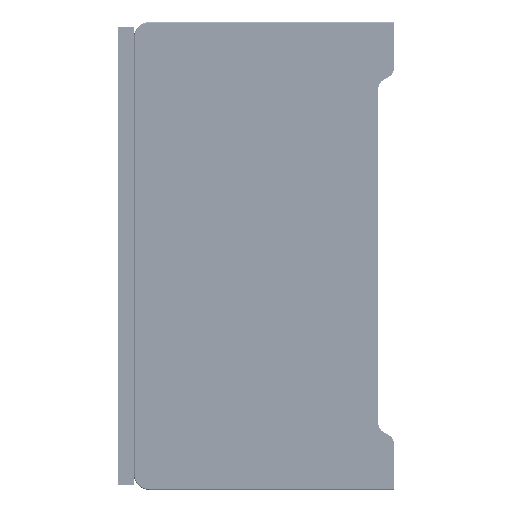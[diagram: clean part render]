
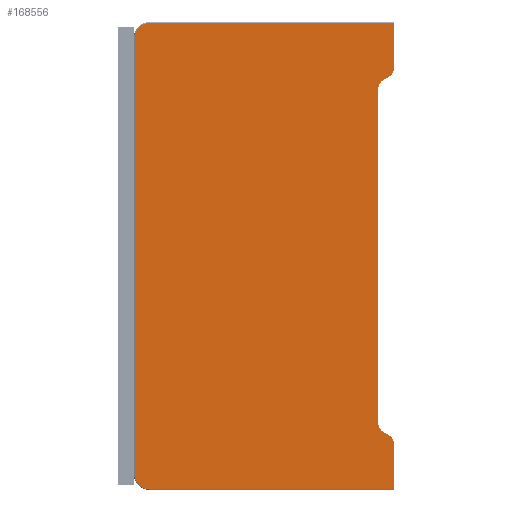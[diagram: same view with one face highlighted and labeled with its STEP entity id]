
A CAD part, left-side view. The second image highlights one B-rep face of the part: STEP entity #168556.
In plain terms, the highlighted planar face has unit normal (-1, 0, 0).
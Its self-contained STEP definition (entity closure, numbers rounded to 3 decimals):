
#1424=DIRECTION('',(0.,0.,-1.));
#1425=VECTOR('',#1424,84.);
#1426=CARTESIAN_POINT('',(0.,49.8,
-3.));
#1427=LINE('',#1426,#1425);
#1443=DIRECTION('',(0.,1.,0.));
#1444=VECTOR('',#1443,47.);
#1445=CARTESIAN_POINT('',(0.,0.,-0.2));
#1446=LINE('',#1445,#1444);
#1451=DIRECTION('',(0.,0.,1.));
#1452=VECTOR('',#1451,8.8);
#1453=CARTESIAN_POINT('',(0.,0.,-9.));
#1454=LINE('',#1453,#1452);
#53501=DIRECTION('',(0.,0.,1.));
#53502=VECTOR('',#53501,64.226);
#53503=CARTESIAN_POINT('',(0.,3.,-77.113));
#53504=LINE('',#53503,#53502);
#53533=CARTESIAN_POINT('',(0.,1.732,-9.));
#53534=DIRECTION('',(1.,0.,0.));
#53535=DIRECTION('',(0.,-1.,0.));
#53536=AXIS2_PLACEMENT_3D('',#53533,#53534,#53535);
#53538=DIRECTION('',(0.,0.866,-0.5));
#53539=VECTOR('',#53538,1.309);
#53540=CARTESIAN_POINT('',(0.,0.866,-10.5));
#53541=LINE('',#53540,#53539);
#53542=CARTESIAN_POINT('',(0.,1.,-12.887));
#53543=DIRECTION('',(-1.,0.,0.));
#53544=DIRECTION('',(0.,0.5,0.866));
#53545=AXIS2_PLACEMENT_3D('',#53542,#53543,#53544);
#53547=CARTESIAN_POINT('',(0.,1.,-77.113));
#53548=DIRECTION('',(-1.,0.,0.));
#53549=DIRECTION('',(0.,1.,0.));
#53550=AXIS2_PLACEMENT_3D('',#53547,#53548,#53549);
#53552=DIRECTION('',(0.,-0.866,-0.5));
#53553=VECTOR('',#53552,1.309);
#53554=CARTESIAN_POINT('',(0.,2.,
-78.845));
#53555=LINE('',#53554,#53553);
#53556=CARTESIAN_POINT('',(0.,1.732,-81.));
#53557=DIRECTION('',(1.,0.,0.));
#53558=DIRECTION('',(0.,-0.5,0.866));
#53559=AXIS2_PLACEMENT_3D('',#53556,#53557,#53558);
#53561=CARTESIAN_POINT('',(0.,47.,-87.));
#53562=DIRECTION('',(1.,0.,0.));
#53563=DIRECTION('',(0.,0.,-1.));
#53564=AXIS2_PLACEMENT_3D('',#53561,#53562,#53563);
#53566=CARTESIAN_POINT('',(0.,47.,-3.));
#53567=DIRECTION('',(1.,0.,0.));
#53568=DIRECTION('',(0.,1.,0.));
#53569=AXIS2_PLACEMENT_3D('',#53566,#53567,#53568);
#53597=DIRECTION('',(0.,0.,1.));
#53598=VECTOR('',#53597,8.8);
#53599=CARTESIAN_POINT('',(0.,0.,-89.8));
#53600=LINE('',#53599,#53598);
#53693=DIRECTION('',(0.,-1.,0.));
#53694=VECTOR('',#53693,47.);
#53695=CARTESIAN_POINT('',(0.,47.,
-89.8));
#53696=LINE('',#53695,#53694);
#84769=CARTESIAN_POINT('',(0.,49.8,-87.));
#84770=VERTEX_POINT('',#84769);
#84771=CARTESIAN_POINT('',(0.,47.,
-89.8));
#84772=VERTEX_POINT('',#84771);
#84773=CARTESIAN_POINT('',(0.,49.8,-3.));
#84774=VERTEX_POINT('',#84773);
#84775=CARTESIAN_POINT('',(0.,47.,-0.2));
#84776=VERTEX_POINT('',#84775);
#84777=CARTESIAN_POINT('',(0.,0.,-0.2));
#84778=VERTEX_POINT('',#84777);
#84779=CARTESIAN_POINT('',(0.,0.,-9.));
#84781=VERTEX_POINT('',#84779);
#84787=CARTESIAN_POINT('',(0.,0.866,-10.5));
#84788=VERTEX_POINT('',#84787);
#84811=CARTESIAN_POINT('',(0.,0.,-81.));
#84812=VERTEX_POINT('',#84811);
#84813=CARTESIAN_POINT('',(0.,0.,-89.8));
#84814=VERTEX_POINT('',#84813);
#84815=CARTESIAN_POINT('',(0.,0.866,-79.5));
#84816=VERTEX_POINT('',#84815);
#84817=CARTESIAN_POINT('',(0.,2.,
-78.845));
#84818=VERTEX_POINT('',#84817);
#84819=CARTESIAN_POINT('',(0.,3.,-77.113));
#84820=VERTEX_POINT('',#84819);
#84821=CARTESIAN_POINT('',(0.,3.,-12.887));
#84822=VERTEX_POINT('',#84821);
#84831=CARTESIAN_POINT('',(0.,2.,
-11.155));
#84832=VERTEX_POINT('',#84831);
#168530=CARTESIAN_POINT('',(0.,24.9,-45.));
#168531=DIRECTION('',(1.,0.,0.));
#168532=DIRECTION('',(0.,0.,1.));
#168533=AXIS2_PLACEMENT_3D('',#168530,#168531,#168532);
#168534=PLANE('',#168533);
#168535=ORIENTED_EDGE('',*,*,#91505,.F.);
#168536=ORIENTED_EDGE('',*,*,#91520,.F.);
#168537=ORIENTED_EDGE('',*,*,#91542,.T.);
#168538=ORIENTED_EDGE('',*,*,#168525,.T.);
#168539=ORIENTED_EDGE('',*,*,#168512,.T.);
#168540=ORIENTED_EDGE('',*,*,#168487,.F.);
#168542=ORIENTED_EDGE('',*,*,#168541,.T.);
#168544=ORIENTED_EDGE('',*,*,#168543,.T.);
#168546=ORIENTED_EDGE('',*,*,#168545,.T.);
#168548=ORIENTED_EDGE('',*,*,#168547,.F.);
#168550=ORIENTED_EDGE('',*,*,#168549,.F.);
#168551=ORIENTED_EDGE('',*,*,#91463,.T.);
#168552=ORIENTED_EDGE('',*,*,#91478,.F.);
#168553=ORIENTED_EDGE('',*,*,#91492,.T.);
#168554=EDGE_LOOP('',(#168535,#168536,#168537,#168538,#168539,#168540,#168542,
#168544,#168546,#168548,#168550,#168551,#168552,#168553));
#168555=FACE_OUTER_BOUND('',#168554,.F.);
#53537=CIRCLE('',#53536,1.732);
#53546=CIRCLE('',#53545,2.);
#53551=CIRCLE('',#53550,2.);
#53560=CIRCLE('',#53559,1.732);
#53565=CIRCLE('',#53564,2.8);
#53570=CIRCLE('',#53569,2.8);
#91463=EDGE_CURVE('',#84772,#84770,#53565,.T.);
#91478=EDGE_CURVE('',#84774,#84770,#1427,.T.);
#91492=EDGE_CURVE('',#84774,#84776,#53570,.T.);
#91505=EDGE_CURVE('',#84778,#84776,#1446,.T.);
#91520=EDGE_CURVE('',#84781,#84778,#1454,.T.);
#91542=EDGE_CURVE('',#84781,#84788,#53537,.T.);
#168487=EDGE_CURVE('',#84820,#84822,#53504,.T.);
#168512=EDGE_CURVE('',#84832,#84822,#53546,.T.);
#168525=EDGE_CURVE('',#84788,#84832,#53541,.T.);
#168541=EDGE_CURVE('',#84820,#84818,#53551,.T.);
#168543=EDGE_CURVE('',#84818,#84816,#53555,.T.);
#168545=EDGE_CURVE('',#84816,#84812,#53560,.T.);
#168547=EDGE_CURVE('',#84814,#84812,#53600,.T.);
#168549=EDGE_CURVE('',#84772,#84814,#53696,.T.);
#168556=ADVANCED_FACE('',(#168555),#168534,.F.);
